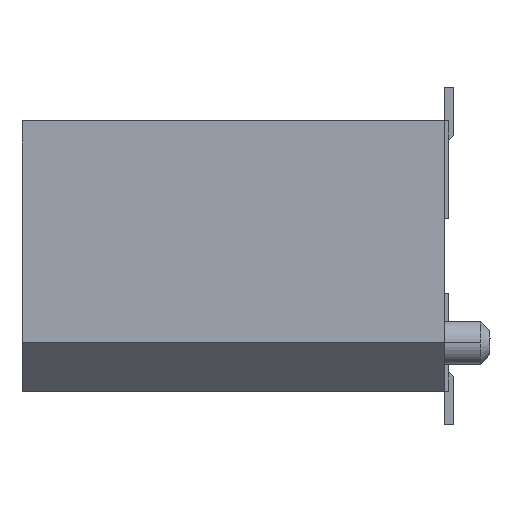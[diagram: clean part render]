
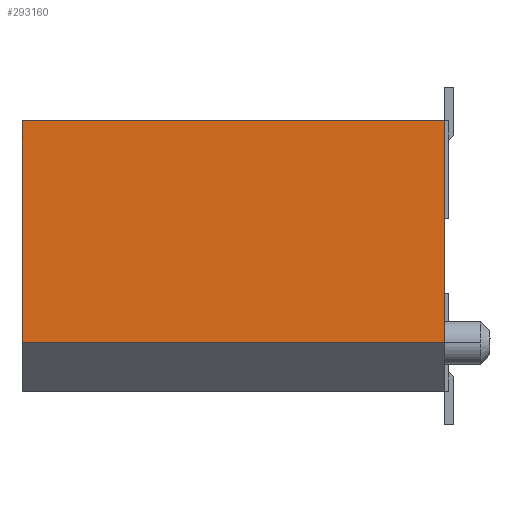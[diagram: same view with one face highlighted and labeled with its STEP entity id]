
A CAD part, left-side view. The second image highlights one B-rep face of the part: STEP entity #293160.
In plain terms, the highlighted planar face has unit normal (-1, 0, 0).
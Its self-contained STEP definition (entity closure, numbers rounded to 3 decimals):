
#166910=CARTESIAN_POINT('',(24.,0.1,2.8));
#166920=VERTEX_POINT('',#166910);
#166950=CARTESIAN_POINT('',(24.,0.,2.8));
#166960=DIRECTION('',(0.,1.,0.));
#166970=VECTOR('',#166960,1.);
#166980=LINE('',#166950,#166970);
#166990=CARTESIAN_POINT('',(24.,8.85,2.8));
#167000=VERTEX_POINT('',#166990);
#167010=EDGE_CURVE('',#166920,#167000,#166980,.T.);
#292860=CARTESIAN_POINT('',(24.,4.475,0.5));
#292870=DIRECTION('',(-1.,0.,0.));
#292880=DIRECTION('',(0.,1.,0.));
#292890=AXIS2_PLACEMENT_3D('',#292860,#292870,#292880);
#292900=PLANE('',#292890);
#292910=CARTESIAN_POINT('',(24.,8.85,0.));
#292920=DIRECTION('',(0.,0.,1.));
#292930=VECTOR('',#292920,1.);
#292940=LINE('',#292910,#292930);
#292950=CARTESIAN_POINT('',(24.,8.85,-1.8));
#292960=VERTEX_POINT('',#292950);
#292970=EDGE_CURVE('',#292960,#167000,#292940,.T.);
#292980=ORIENTED_EDGE('',*,*,#292970,.F.);
#292990=ORIENTED_EDGE('',*,*,#167010,.T.);
#293000=CARTESIAN_POINT('',(24.,0.1,0.));
#293010=DIRECTION('',(0.,0.,-1.));
#293020=VECTOR('',#293010,1.);
#293030=LINE('',#293000,#293020);
#293040=CARTESIAN_POINT('',(24.,0.1,-1.8));
#293050=VERTEX_POINT('',#293040);
#293060=EDGE_CURVE('',#166920,#293050,#293030,.T.);
#293070=ORIENTED_EDGE('',*,*,#293060,.F.);
#293080=CARTESIAN_POINT('',(24.,0.,-1.8));
#293090=DIRECTION('',(0.,-1.,0.));
#293100=VECTOR('',#293090,1.);
#293110=LINE('',#293080,#293100);
#293120=EDGE_CURVE('',#292960,#293050,#293110,.T.);
#293130=ORIENTED_EDGE('',*,*,#293120,.T.);
#293140=EDGE_LOOP('',(#293130,#293070,#292990,#292980));
#293150=FACE_OUTER_BOUND('',#293140,.T.);
#293160=ADVANCED_FACE('',(#293150),#292900,.T.);
